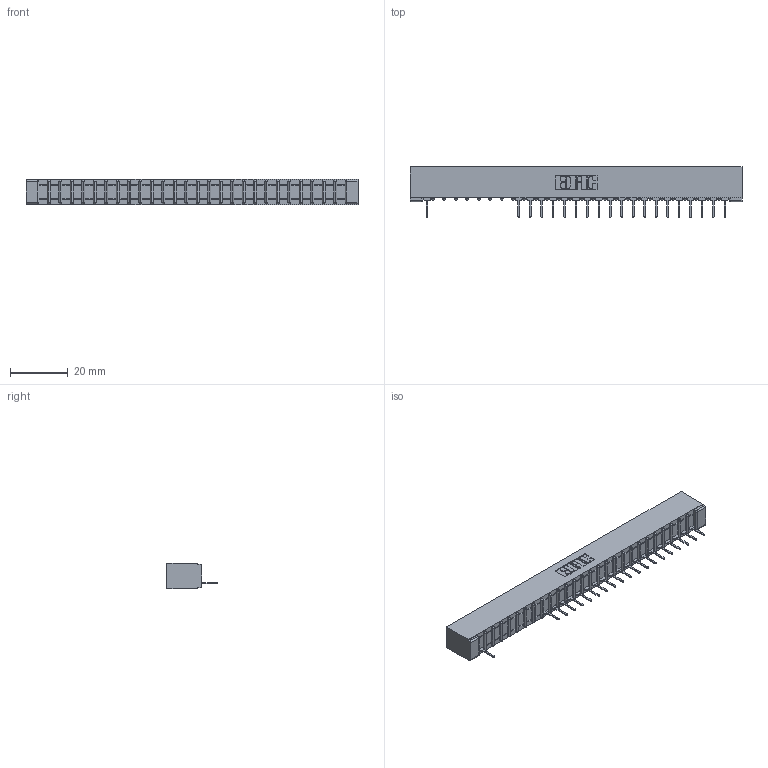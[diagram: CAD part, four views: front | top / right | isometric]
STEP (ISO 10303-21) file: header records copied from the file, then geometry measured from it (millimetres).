
FILE_DESCRIPTION (( 'STEP AP203' ), '1' );
FILE_NAME ('307-027-531-101.STEP', '2018-08-04T15:00:48', ( '' ), ( '' ), 'SwSTEP 2.0', 'SolidWorks 2016', '' );
FILE_SCHEMA (( 'CONFIG_CONTROL_DESIGN' ));
Length unit declared in the file: inch
Products named in the file (3): 307-027-531-101; 307 Part_No Mounting Lugs; 307-290-001_531
Assembly tree (21 placements, depth 2):
  307-027-531-101
    307 Part_No Mounting Lugs
    307-290-001_531  x20
Bounding box: 114.86 x 17.42 x 8.71 mm (x, y, z)
Volume: 7299.8 mm3; surface area: 10996.8 mm2
Topology: 21 solids, 21 shells, 1398 faces, 3987 edges, 2554 vertices
Faces by surface type: plane 890, cylinder 452, sphere 56
Entity records: 24462 total; most frequent: CARTESIAN_POINT 4145, ORIENTED_EDGE 4138, DIRECTION 4031, EDGE_CURVE 2069, LINE 1583, VECTOR 1583, VERTEX_POINT 1338, AXIS2_PLACEMENT_3D 1224
